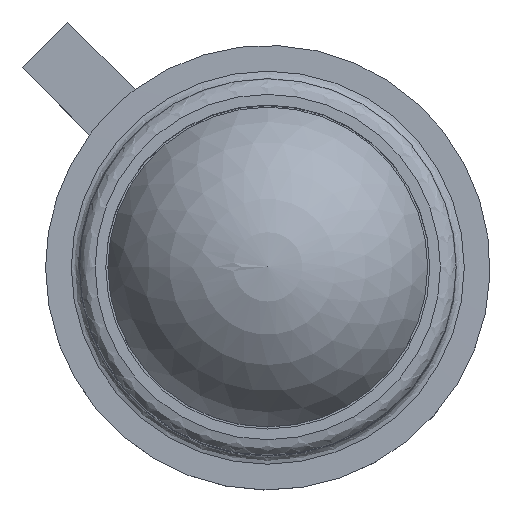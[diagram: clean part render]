
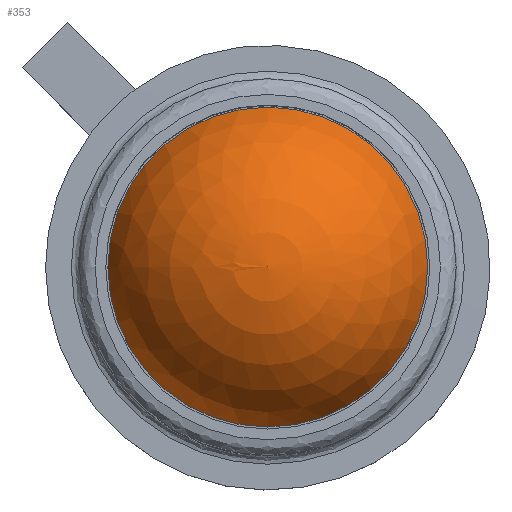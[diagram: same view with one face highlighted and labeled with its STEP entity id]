
A CAD part, top view. The second image highlights one B-rep face of the part: STEP entity #353.
In plain terms, the highlighted spherical face has radius 2.221 mm.
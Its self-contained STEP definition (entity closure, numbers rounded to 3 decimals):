
#64=DIRECTION('',(0.,0.,1.));
#182=DIRECTION('',(0.,0.,-1.));
#200=DIRECTION('',(1.,0.,0.));
#221=DIRECTION('',(0.,-1.,0.));
#353=ADVANCED_FACE('',(#354),#372,.T.);
#354=FACE_BOUND('',#355,.F.);
#355=EDGE_LOOP('',(#356,#365,#371));
#356=ORIENTED_EDGE('',*,*,#357,.T.);
#357=EDGE_CURVE('',#358,#360,#362,.T.);
#358=VERTEX_POINT('',#359);
#359=CARTESIAN_POINT('',(1.27,0.,11.8));
#360=VERTEX_POINT('',#361);
#361=CARTESIAN_POINT('',(-0.831,0.,10.3));
#362=CIRCLE('',#363,2.221);
#363=AXIS2_PLACEMENT_3D('',#364,#221,#200);
#364=CARTESIAN_POINT('',(1.27,0.,9.579));
#365=ORIENTED_EDGE('',*,*,#366,.F.);
#366=EDGE_CURVE('',#360,#360,#367,.T.);
#367=CIRCLE('',#368,2.101);
#368=AXIS2_PLACEMENT_3D('',#369,#64,#370);
#369=CARTESIAN_POINT('',(1.27,0.,10.3));
#370=DIRECTION('',(-1.,0.,0.));
#371=ORIENTED_EDGE('',*,*,#357,.F.);
#372=SPHERICAL_SURFACE('',#373,2.221);
#373=AXIS2_PLACEMENT_3D('',#364,#182,#370);
